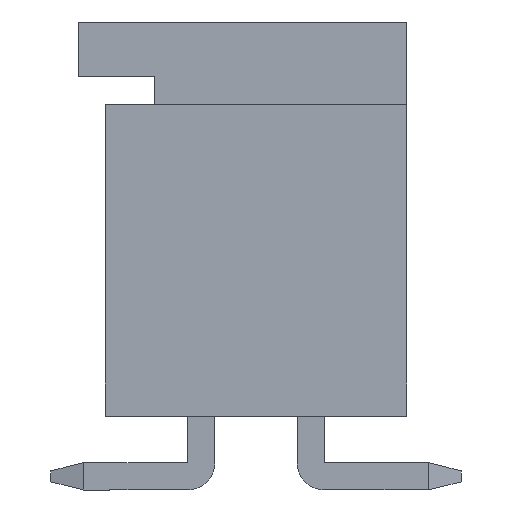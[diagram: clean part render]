
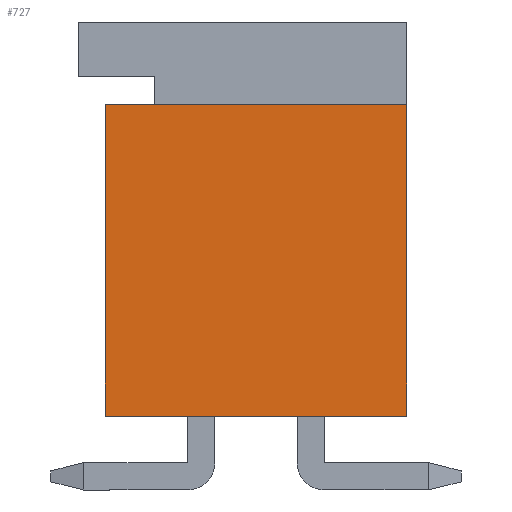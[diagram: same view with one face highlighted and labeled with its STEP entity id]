
A CAD part, left-side view. The second image highlights one B-rep face of the part: STEP entity #727.
In plain terms, the highlighted planar face has unit normal (-1, 0, 0).
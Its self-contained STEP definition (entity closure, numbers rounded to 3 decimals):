
#727 = ADVANCED_FACE( '', ( #1425 ), #1426, .T. );
#1425 = FACE_OUTER_BOUND( '', #2128, .T. );
#1426 = PLANE( '', #2129 );
#2128 = EDGE_LOOP( '', ( #3757, #3758, #3759, #3760 ) );
#2129 = AXIS2_PLACEMENT_3D( '', #3761, #3762, #3763 );
#3757 = ORIENTED_EDGE( '', *, *, #5200, .F. );
#3758 = ORIENTED_EDGE( '', *, *, #4985, .F. );
#3759 = ORIENTED_EDGE( '', *, *, #5201, .T. );
#3760 = ORIENTED_EDGE( '', *, *, #4923, .T. );
#3761 = CARTESIAN_POINT( '', ( -11.625, -2.75, -2.85 ) );
#3762 = DIRECTION( '', ( -1., 0., 0. ) );
#3763 = DIRECTION( '', ( 0., 0., 1. ) );
#4923 = EDGE_CURVE( '', #6063, #6061, #6064, .T. );
#4985 = EDGE_CURVE( '', #6156, #6158, #6159, .T. );
#5200 = EDGE_CURVE( '', #6158, #6061, #6456, .T. );
#5201 = EDGE_CURVE( '', #6156, #6063, #6457, .T. );
#6061 = VERTEX_POINT( '', #7676 );
#6063 = VERTEX_POINT( '', #7679 );
#6064 = LINE( '', #7680, #7681 );
#6156 = VERTEX_POINT( '', #7823 );
#6158 = VERTEX_POINT( '', #7826 );
#6159 = LINE( '', #7827, #7828 );
#6456 = LINE( '', #8282, #8283 );
#6457 = LINE( '', #8284, #8285 );
#7676 = CARTESIAN_POINT( '', ( -11.625, 2.75, 2.85 ) );
#7679 = CARTESIAN_POINT( '', ( -11.625, -2.75, 2.85 ) );
#7680 = CARTESIAN_POINT( '', ( -11.625, -2.75, 2.85 ) );
#7681 = VECTOR( '', #8858, 1000. );
#7823 = CARTESIAN_POINT( '', ( -11.625, -2.75, -2.85 ) );
#7826 = CARTESIAN_POINT( '', ( -11.625, 2.75, -2.85 ) );
#7827 = CARTESIAN_POINT( '', ( -11.625, -2.75, -2.85 ) );
#7828 = VECTOR( '', #8910, 1000. );
#8282 = CARTESIAN_POINT( '', ( -11.625, 2.75, -2.85 ) );
#8283 = VECTOR( '', #9074, 1000. );
#8284 = CARTESIAN_POINT( '', ( -11.625, -2.75, -2.85 ) );
#8285 = VECTOR( '', #9075, 1000. );
#8858 = DIRECTION( '', ( 0., 1., 0. ) );
#8910 = DIRECTION( '', ( 0., 1., 0. ) );
#9074 = DIRECTION( '', ( 0., 0., 1. ) );
#9075 = DIRECTION( '', ( 0., 0., 1. ) );
